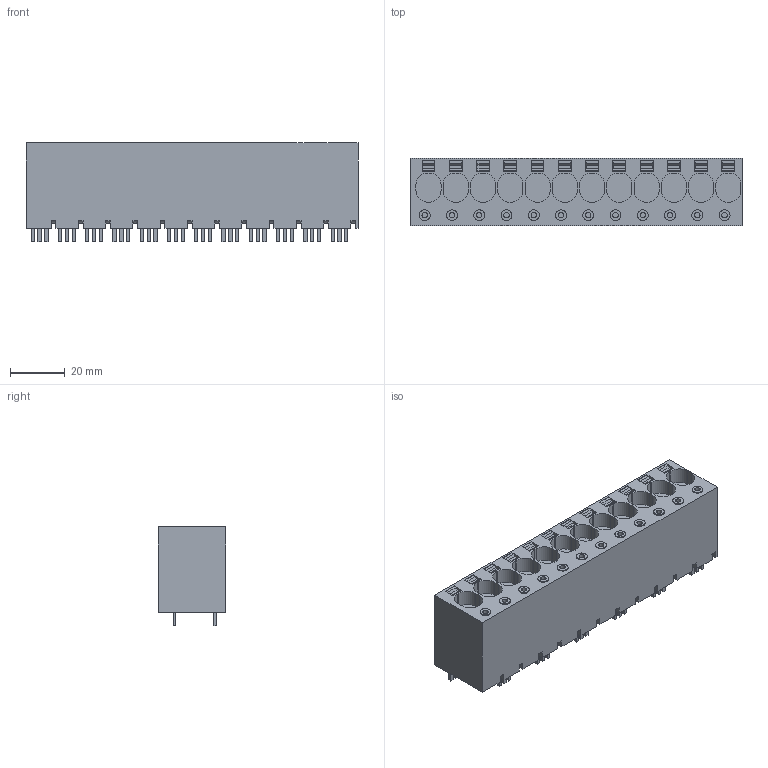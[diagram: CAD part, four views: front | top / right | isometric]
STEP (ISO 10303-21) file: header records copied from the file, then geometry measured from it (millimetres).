
FILE_DESCRIPTION(('CATIA V5 STEP Exchange','CAx-IF Rec.Pracs.--- Model Styling and Organization---1.2---2011-12-15'),'2;1');
FILE_NAME ('D1462853_0_2492210000_2492210000.stp','2018-03-29T09:24:47+00:00',('none'),('Weidmueller'),'CATIA Version 5-6 Release 2014','CATIA V5 STEP AP214','none');
FILE_SCHEMA(('AUTOMOTIVE_DESIGN { 1 0 10303 214 1 1 1 1 }'));
Length unit declared in the file: millimetre
Products named in the file (1): 2492210000
Bounding box: 121.8 x 24.7 x 36.6 mm (x, y, z)
Volume: 81107.7 mm3; surface area: 27517.7 mm2
Topology: 25 solids, 25 shells, 1062 faces, 2878 edges, 1926 vertices
Faces by surface type: plane 858, cylinder 120, extrusion 84
Entity records: 33348 total; most frequent: CARTESIAN_POINT 7483, ORIENTED_EDGE 5756, DIRECTION 3984, EDGE_CURVE 2878, VECTOR 2554, LINE 2470, VERTEX_POINT 1926, EDGE_LOOP 1122
